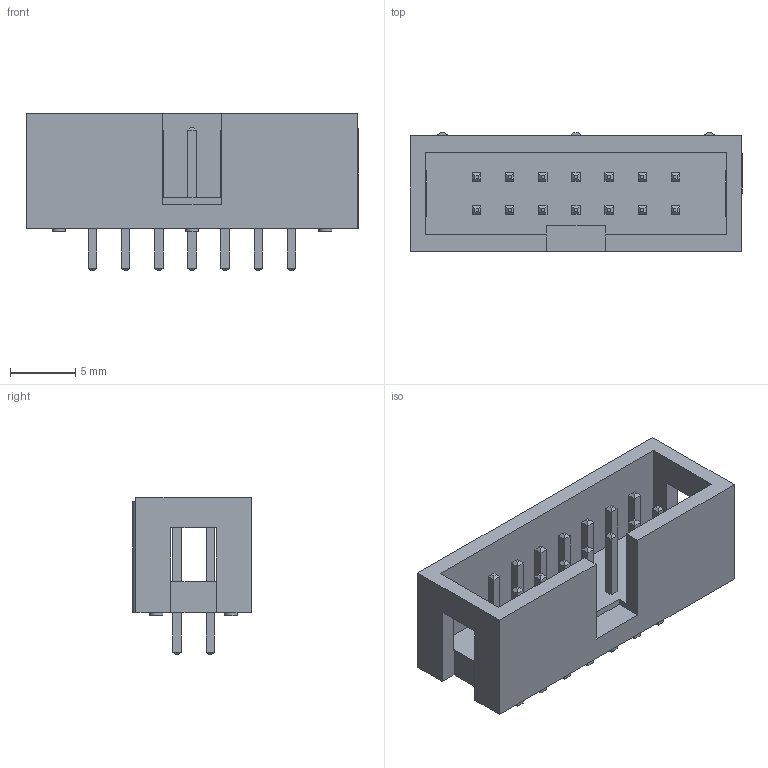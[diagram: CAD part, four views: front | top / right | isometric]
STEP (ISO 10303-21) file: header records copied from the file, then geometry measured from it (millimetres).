
FILE_DESCRIPTION(/* description */ (''),/* implementation_level */ '2;1');
FILE_NAME(/* name */ 'FRC-7X2-V-NLCK.step',/* time_stamp */ '2022-05-11T20:18:08+06:00',/* author */ (''),/* organization */ (''),/* preprocessor_version */ 'ST-DEVELOPER v18.1',/* originating_system */ 'Autodesk Translation Framework v10.14.0.1471',/* authorisation */ '');
FILE_SCHEMA (('AUTOMOTIVE_DESIGN { 1 0 10303 214 3 1 1 }'));
Length unit declared in the file: millimetre
Products named in the file (2): FRC-7X2-V-NLCK; IDC-Header_2x07_P2.54mm_Vertical
Assembly tree (1 placements, depth 2):
  FRC-7X2-V-NLCK
    IDC-Header_2x07_P2.54mm_Vertical
Bounding box: 25.44 x 9.1 x 12.1 mm (x, y, z)
Volume: 996.5 mm3; surface area: 1681.7 mm2
Topology: 1 solids, 1 shells, 294 faces, 674 edges, 412 vertices
Faces by surface type: plane 285, cylinder 9
Full cylindrical faces by diameter (mm): 1 x6
Entity records: 8349 total; most frequent: CARTESIAN_POINT 1383, ORIENTED_EDGE 1348, DIRECTION 1286, EDGE_CURVE 674, LINE 656, VECTOR 656, VERTEX_POINT 412, EDGE_LOOP 328
